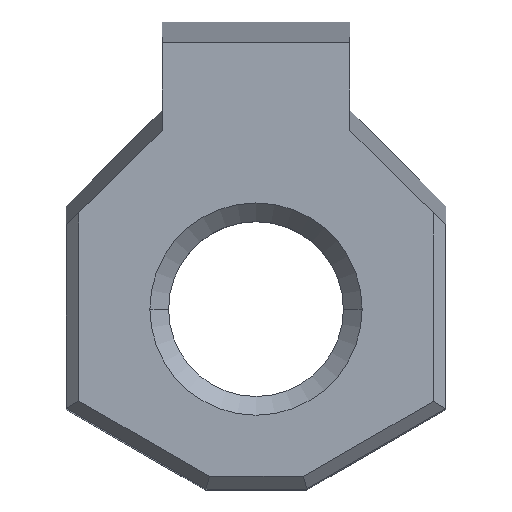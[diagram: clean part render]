
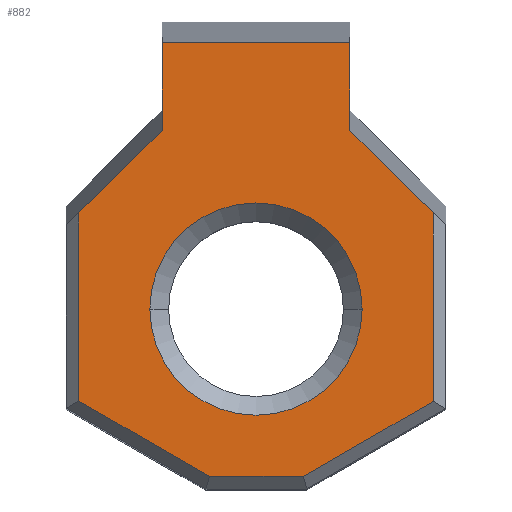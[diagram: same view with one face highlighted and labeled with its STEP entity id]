
A CAD part, top view. The second image highlights one B-rep face of the part: STEP entity #882.
In plain terms, the highlighted planar face has unit normal (0, 0, 1).
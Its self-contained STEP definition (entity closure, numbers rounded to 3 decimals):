
#3 = VECTOR ( 'NONE', #1110, 1000. ) ;
#18 = LINE ( 'NONE', #456, #1073 ) ;
#29 = CARTESIAN_POINT ( 'NONE',  ( -2.84, 4.43, 6.5 ) ) ;
#38 = VECTOR ( 'NONE', #711, 1000. ) ;
#43 = EDGE_CURVE ( 'NONE', #160, #464, #397, .T. ) ;
#45 = CARTESIAN_POINT ( 'NONE',  ( 0., 2.89, 6.5 ) ) ;
#51 = VERTEX_POINT ( 'NONE', #185 ) ;
#59 = VERTEX_POINT ( 'NONE', #579 ) ;
#61 = CIRCLE ( 'NONE', #787, 1.7 ) ;
#66 = CARTESIAN_POINT ( 'NONE',  ( -1.7, 2.89, 6.5 ) ) ;
#68 = EDGE_LOOP ( 'NONE', ( #195, #187, #129, #746, #374, #895, #347, #753, #473, #1200 ) ) ;
#75 = VECTOR ( 'NONE', #250, 1000. ) ;
#110 = VECTOR ( 'NONE', #420, 1000. ) ;
#129 = ORIENTED_EDGE ( 'NONE', *, *, #1141, .T. ) ;
#159 = VECTOR ( 'NONE', #392, 1000. ) ;
#160 = VERTEX_POINT ( 'NONE', #515 ) ;
#163 = CARTESIAN_POINT ( 'NONE',  ( 0., 7.159, 6.5 ) ) ;
#171 = DIRECTION ( 'NONE',  ( 0.866, 0.5, 0. ) ) ;
#183 = DIRECTION ( 'NONE',  ( 0., 1., 0. ) ) ;
#185 = CARTESIAN_POINT ( 'NONE',  ( -1.505, 7.159, 6.5 ) ) ;
#187 = ORIENTED_EDGE ( 'NONE', *, *, #481, .T. ) ;
#195 = ORIENTED_EDGE ( 'NONE', *, *, #837, .T. ) ;
#202 = VECTOR ( 'NONE', #568, 1000. ) ;
#211 = DIRECTION ( 'NONE',  ( 0., 0., 1. ) ) ;
#222 = ORIENTED_EDGE ( 'NONE', *, *, #822, .T. ) ;
#237 = ORIENTED_EDGE ( 'NONE', *, *, #890, .T. ) ;
#245 = EDGE_LOOP ( 'NONE', ( #237, #222 ) ) ;
#250 = DIRECTION ( 'NONE',  ( 0., -1., 0. ) ) ;
#265 = CARTESIAN_POINT ( 'NONE',  ( 2.84, 4.43, 6.5 ) ) ;
#276 = VECTOR ( 'NONE', #183, 1000. ) ;
#277 = EDGE_CURVE ( 'NONE', #51, #734, #710, .T. ) ;
#289 = VECTOR ( 'NONE', #745, 1000. ) ;
#323 = FACE_OUTER_BOUND ( 'NONE', #68, .T. ) ;
#347 = ORIENTED_EDGE ( 'NONE', *, *, #1158, .T. ) ;
#348 = VERTEX_POINT ( 'NONE', #29 ) ;
#352 = CARTESIAN_POINT ( 'NONE',  ( 1.505, 6.08, 6.5 ) ) ;
#372 = AXIS2_PLACEMENT_3D ( 'NONE', #1028, #211, #600 ) ;
#374 = ORIENTED_EDGE ( 'NONE', *, *, #414, .T. ) ;
#379 = CARTESIAN_POINT ( 'NONE',  ( 1.505, 5.752, 6.5 ) ) ;
#385 = CARTESIAN_POINT ( 'NONE',  ( 3.622, 3.655, 6.5 ) ) ;
#392 = DIRECTION ( 'NONE',  ( -0.71, -0.704, 0. ) ) ;
#395 = CARTESIAN_POINT ( 'NONE',  ( 0.758, 0.21, 6.5 ) ) ;
#397 = LINE ( 'NONE', #756, #3 ) ;
#414 = EDGE_CURVE ( 'NONE', #59, #51, #990, .T. ) ;
#420 = DIRECTION ( 'NONE',  ( 0.866, -0.5, 0. ) ) ;
#424 = DIRECTION ( 'NONE',  ( 0., 0., -1. ) ) ;
#456 = CARTESIAN_POINT ( 'NONE',  ( -2.84, 1.302, 6.5 ) ) ;
#464 = VERTEX_POINT ( 'NONE', #395 ) ;
#473 = ORIENTED_EDGE ( 'NONE', *, *, #905, .T. ) ;
#474 = DIRECTION ( 'NONE',  ( 0., 0., -1. ) ) ;
#481 = EDGE_CURVE ( 'NONE', #554, #1049, #662, .T. ) ;
#515 = CARTESIAN_POINT ( 'NONE',  ( -0.744, 0.21, 6.5 ) ) ;
#527 = CIRCLE ( 'NONE', #1181, 1.7 ) ;
#554 = VERTEX_POINT ( 'NONE', #1125 ) ;
#568 = DIRECTION ( 'NONE',  ( -1., 0., 0. ) ) ;
#572 = CARTESIAN_POINT ( 'NONE',  ( 1.7, 2.89, 6.5 ) ) ;
#579 = CARTESIAN_POINT ( 'NONE',  ( 1.505, 7.159, 6.5 ) ) ;
#600 = DIRECTION ( 'NONE',  ( 1., 0., 0. ) ) ;
#656 = LINE ( 'NONE', #995, #921 ) ;
#662 = LINE ( 'NONE', #1003, #276 ) ;
#681 = PLANE ( 'NONE',  #372 ) ;
#710 = LINE ( 'NONE', #1054, #75 ) ;
#711 = DIRECTION ( 'NONE',  ( 0., 1., 0. ) ) ;
#720 = EDGE_CURVE ( 'NONE', #348, #878, #18, .T. ) ;
#734 = VERTEX_POINT ( 'NONE', #1067 ) ;
#745 = DIRECTION ( 'NONE',  ( -0.71, 0.704, 0. ) ) ;
#746 = ORIENTED_EDGE ( 'NONE', *, *, #967, .T. ) ;
#753 = ORIENTED_EDGE ( 'NONE', *, *, #720, .T. ) ;
#756 = CARTESIAN_POINT ( 'NONE',  ( 0.812, 0.21, 6.5 ) ) ;
#780 = DIRECTION ( 'NONE',  ( 1., 0., 0. ) ) ;
#787 = AXIS2_PLACEMENT_3D ( 'NONE', #45, #474, #827 ) ;
#805 = DIRECTION ( 'NONE',  ( 0., -1., 0. ) ) ;
#822 = EDGE_CURVE ( 'NONE', #1229, #841, #61, .T. ) ;
#827 = DIRECTION ( 'NONE',  ( 1., 0., 0. ) ) ;
#837 = EDGE_CURVE ( 'NONE', #464, #554, #656, .T. ) ;
#841 = VERTEX_POINT ( 'NONE', #572 ) ;
#850 = CARTESIAN_POINT ( 'NONE',  ( -2.84, 1.42, 6.5 ) ) ;
#854 = LINE ( 'NONE', #1234, #110 ) ;
#878 = VERTEX_POINT ( 'NONE', #850 ) ;
#882 = ADVANCED_FACE ( 'NONE', ( #1129, #323 ), #681, .T. ) ;
#890 = EDGE_CURVE ( 'NONE', #841, #1229, #527, .T. ) ;
#895 = ORIENTED_EDGE ( 'NONE', *, *, #277, .T. ) ;
#905 = EDGE_CURVE ( 'NONE', #878, #160, #854, .T. ) ;
#911 = LINE ( 'NONE', #1199, #159 ) ;
#921 = VECTOR ( 'NONE', #171, 1000. ) ;
#967 = EDGE_CURVE ( 'NONE', #1100, #59, #1162, .T. ) ;
#990 = LINE ( 'NONE', #163, #202 ) ;
#995 = CARTESIAN_POINT ( 'NONE',  ( 2.94, 1.469, 6.5 ) ) ;
#1003 = CARTESIAN_POINT ( 'NONE',  ( 2.84, 4.232, 6.5 ) ) ;
#1028 = CARTESIAN_POINT ( 'NONE',  ( 0., 0., 6.5 ) ) ;
#1049 = VERTEX_POINT ( 'NONE', #265 ) ;
#1054 = CARTESIAN_POINT ( 'NONE',  ( -1.505, 6.08, 6.5 ) ) ;
#1067 = CARTESIAN_POINT ( 'NONE',  ( -1.505, 5.752, 6.5 ) ) ;
#1073 = VECTOR ( 'NONE', #805, 1000. ) ;
#1100 = VERTEX_POINT ( 'NONE', #379 ) ;
#1110 = DIRECTION ( 'NONE',  ( 1., 0., 0. ) ) ;
#1125 = CARTESIAN_POINT ( 'NONE',  ( 2.84, 1.411, 6.5 ) ) ;
#1129 = FACE_BOUND ( 'NONE', #245, .T. ) ;
#1141 = EDGE_CURVE ( 'NONE', #1049, #1100, #1190, .T. ) ;
#1158 = EDGE_CURVE ( 'NONE', #734, #348, #911, .T. ) ;
#1162 = LINE ( 'NONE', #352, #38 ) ;
#1181 = AXIS2_PLACEMENT_3D ( 'NONE', #1237, #424, #780 ) ;
#1190 = LINE ( 'NONE', #385, #289 ) ;
#1199 = CARTESIAN_POINT ( 'NONE',  ( -3.622, 3.655, 6.5 ) ) ;
#1200 = ORIENTED_EDGE ( 'NONE', *, *, #43, .T. ) ;
#1229 = VERTEX_POINT ( 'NONE', #66 ) ;
#1234 = CARTESIAN_POINT ( 'NONE',  ( -0.699, 0.183, 6.5 ) ) ;
#1237 = CARTESIAN_POINT ( 'NONE',  ( 0., 2.89, 6.5 ) ) ;
